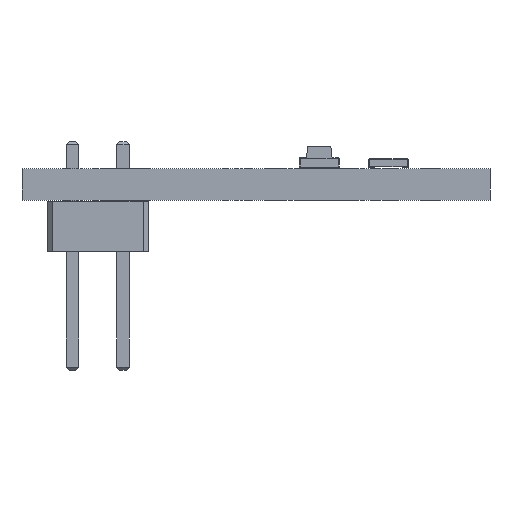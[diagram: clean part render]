
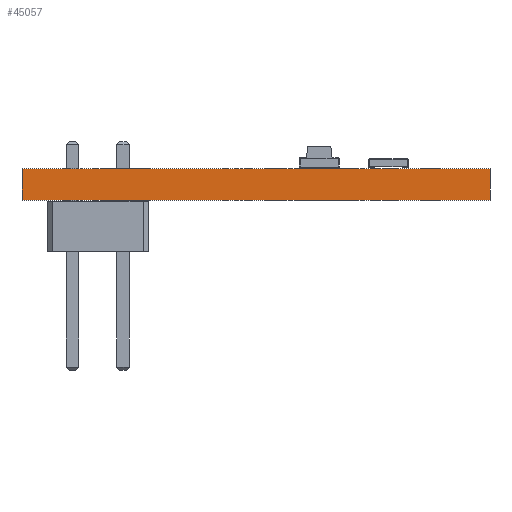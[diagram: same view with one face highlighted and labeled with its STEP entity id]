
A CAD part, front view. The second image highlights one B-rep face of the part: STEP entity #45057.
In plain terms, the highlighted planar face has unit normal (0, -1, 0).
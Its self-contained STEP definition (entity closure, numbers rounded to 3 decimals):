
#45057 = ADVANCED_FACE('',(#45058),#45072,.T.);
#45058 = FACE_BOUND('',#45059,.T.);
#45059 = EDGE_LOOP('',(#45060,#45095,#45123,#45151));
#45060 = ORIENTED_EDGE('',*,*,#45061,.T.);
#45061 = EDGE_CURVE('',#45062,#45064,#45066,.T.);
#45062 = VERTEX_POINT('',#45063);
#45063 = CARTESIAN_POINT('',(95.614,-141.05,0.));
#45064 = VERTEX_POINT('',#45065);
#45065 = CARTESIAN_POINT('',(95.614,-141.05,1.58));
#45066 = SURFACE_CURVE('',#45067,(#45071,#45083),.PCURVE_S1.);
#45067 = LINE('',#45068,#45069);
#45068 = CARTESIAN_POINT('',(95.614,-141.05,0.));
#45069 = VECTOR('',#45070,1.);
#45070 = DIRECTION('',(0.,0.,1.));
#45071 = PCURVE('',#45072,#45077);
#45072 = PLANE('',#45073);
#45073 = AXIS2_PLACEMENT_3D('',#45074,#45075,#45076);
#45074 = CARTESIAN_POINT('',(95.614,-141.05,0.));
#45075 = DIRECTION('',(0.,-1.,0.));
#45076 = DIRECTION('',(-1.,0.,0.));
#45077 = DEFINITIONAL_REPRESENTATION('',(#45078),#45082);
#45078 = LINE('',#45079,#45080);
#45079 = CARTESIAN_POINT('',(0.,-0.));
#45080 = VECTOR('',#45081,1.);
#45081 = DIRECTION('',(0.,-1.));
#45082 = ( GEOMETRIC_REPRESENTATION_CONTEXT(2) 
PARAMETRIC_REPRESENTATION_CONTEXT() REPRESENTATION_CONTEXT('2D SPACE',''
  ) );
#45083 = PCURVE('',#45084,#45089);
#45084 = PLANE('',#45085);
#45085 = AXIS2_PLACEMENT_3D('',#45086,#45087,#45088);
#45086 = CARTESIAN_POINT('',(95.614,-55.2,0.));
#45087 = DIRECTION('',(1.,0.,-0.));
#45088 = DIRECTION('',(0.,-1.,0.));
#45089 = DEFINITIONAL_REPRESENTATION('',(#45090),#45094);
#45090 = LINE('',#45091,#45092);
#45091 = CARTESIAN_POINT('',(85.85,0.));
#45092 = VECTOR('',#45093,1.);
#45093 = DIRECTION('',(0.,-1.));
#45094 = ( GEOMETRIC_REPRESENTATION_CONTEXT(2) 
PARAMETRIC_REPRESENTATION_CONTEXT() REPRESENTATION_CONTEXT('2D SPACE',''
  ) );
#45095 = ORIENTED_EDGE('',*,*,#45096,.T.);
#45096 = EDGE_CURVE('',#45064,#45097,#45099,.T.);
#45097 = VERTEX_POINT('',#45098);
#45098 = CARTESIAN_POINT('',(72.,-141.05,1.58));
#45099 = SURFACE_CURVE('',#45100,(#45104,#45111),.PCURVE_S1.);
#45100 = LINE('',#45101,#45102);
#45101 = CARTESIAN_POINT('',(95.614,-141.05,1.58));
#45102 = VECTOR('',#45103,1.);
#45103 = DIRECTION('',(-1.,0.,0.));
#45104 = PCURVE('',#45072,#45105);
#45105 = DEFINITIONAL_REPRESENTATION('',(#45106),#45110);
#45106 = LINE('',#45107,#45108);
#45107 = CARTESIAN_POINT('',(0.,-1.58));
#45108 = VECTOR('',#45109,1.);
#45109 = DIRECTION('',(1.,0.));
#45110 = ( GEOMETRIC_REPRESENTATION_CONTEXT(2) 
PARAMETRIC_REPRESENTATION_CONTEXT() REPRESENTATION_CONTEXT('2D SPACE',''
  ) );
#45111 = PCURVE('',#45112,#45117);
#45112 = PLANE('',#45113);
#45113 = AXIS2_PLACEMENT_3D('',#45114,#45115,#45116);
#45114 = CARTESIAN_POINT('',(83.807,-98.125,1.58));
#45115 = DIRECTION('',(-0.,-0.,-1.));
#45116 = DIRECTION('',(-1.,0.,0.));
#45117 = DEFINITIONAL_REPRESENTATION('',(#45118),#45122);
#45118 = LINE('',#45119,#45120);
#45119 = CARTESIAN_POINT('',(-11.807,-42.925));
#45120 = VECTOR('',#45121,1.);
#45121 = DIRECTION('',(1.,0.));
#45122 = ( GEOMETRIC_REPRESENTATION_CONTEXT(2) 
PARAMETRIC_REPRESENTATION_CONTEXT() REPRESENTATION_CONTEXT('2D SPACE',''
  ) );
#45123 = ORIENTED_EDGE('',*,*,#45124,.F.);
#45124 = EDGE_CURVE('',#45125,#45097,#45127,.T.);
#45125 = VERTEX_POINT('',#45126);
#45126 = CARTESIAN_POINT('',(72.,-141.05,0.));
#45127 = SURFACE_CURVE('',#45128,(#45132,#45139),.PCURVE_S1.);
#45128 = LINE('',#45129,#45130);
#45129 = CARTESIAN_POINT('',(72.,-141.05,0.));
#45130 = VECTOR('',#45131,1.);
#45131 = DIRECTION('',(0.,0.,1.));
#45132 = PCURVE('',#45072,#45133);
#45133 = DEFINITIONAL_REPRESENTATION('',(#45134),#45138);
#45134 = LINE('',#45135,#45136);
#45135 = CARTESIAN_POINT('',(23.614,0.));
#45136 = VECTOR('',#45137,1.);
#45137 = DIRECTION('',(0.,-1.));
#45138 = ( GEOMETRIC_REPRESENTATION_CONTEXT(2) 
PARAMETRIC_REPRESENTATION_CONTEXT() REPRESENTATION_CONTEXT('2D SPACE',''
  ) );
#45139 = PCURVE('',#45140,#45145);
#45140 = PLANE('',#45141);
#45141 = AXIS2_PLACEMENT_3D('',#45142,#45143,#45144);
#45142 = CARTESIAN_POINT('',(72.,-141.05,0.));
#45143 = DIRECTION('',(-1.,0.,0.));
#45144 = DIRECTION('',(0.,1.,0.));
#45145 = DEFINITIONAL_REPRESENTATION('',(#45146),#45150);
#45146 = LINE('',#45147,#45148);
#45147 = CARTESIAN_POINT('',(0.,0.));
#45148 = VECTOR('',#45149,1.);
#45149 = DIRECTION('',(0.,-1.));
#45150 = ( GEOMETRIC_REPRESENTATION_CONTEXT(2) 
PARAMETRIC_REPRESENTATION_CONTEXT() REPRESENTATION_CONTEXT('2D SPACE',''
  ) );
#45151 = ORIENTED_EDGE('',*,*,#45152,.F.);
#45152 = EDGE_CURVE('',#45062,#45125,#45153,.T.);
#45153 = SURFACE_CURVE('',#45154,(#45158,#45165),.PCURVE_S1.);
#45154 = LINE('',#45155,#45156);
#45155 = CARTESIAN_POINT('',(95.614,-141.05,0.));
#45156 = VECTOR('',#45157,1.);
#45157 = DIRECTION('',(-1.,0.,0.));
#45158 = PCURVE('',#45072,#45159);
#45159 = DEFINITIONAL_REPRESENTATION('',(#45160),#45164);
#45160 = LINE('',#45161,#45162);
#45161 = CARTESIAN_POINT('',(0.,-0.));
#45162 = VECTOR('',#45163,1.);
#45163 = DIRECTION('',(1.,0.));
#45164 = ( GEOMETRIC_REPRESENTATION_CONTEXT(2) 
PARAMETRIC_REPRESENTATION_CONTEXT() REPRESENTATION_CONTEXT('2D SPACE',''
  ) );
#45165 = PCURVE('',#45166,#45171);
#45166 = PLANE('',#45167);
#45167 = AXIS2_PLACEMENT_3D('',#45168,#45169,#45170);
#45168 = CARTESIAN_POINT('',(83.807,-98.125,0.));
#45169 = DIRECTION('',(-0.,-0.,-1.));
#45170 = DIRECTION('',(-1.,0.,0.));
#45171 = DEFINITIONAL_REPRESENTATION('',(#45172),#45176);
#45172 = LINE('',#45173,#45174);
#45173 = CARTESIAN_POINT('',(-11.807,-42.925));
#45174 = VECTOR('',#45175,1.);
#45175 = DIRECTION('',(1.,0.));
#45176 = ( GEOMETRIC_REPRESENTATION_CONTEXT(2) 
PARAMETRIC_REPRESENTATION_CONTEXT() REPRESENTATION_CONTEXT('2D SPACE',''
  ) );
